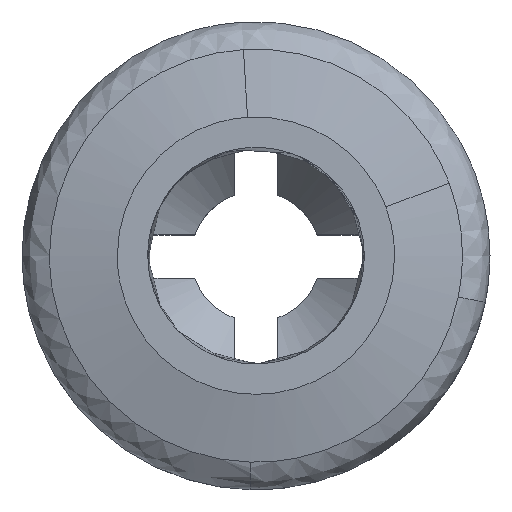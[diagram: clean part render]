
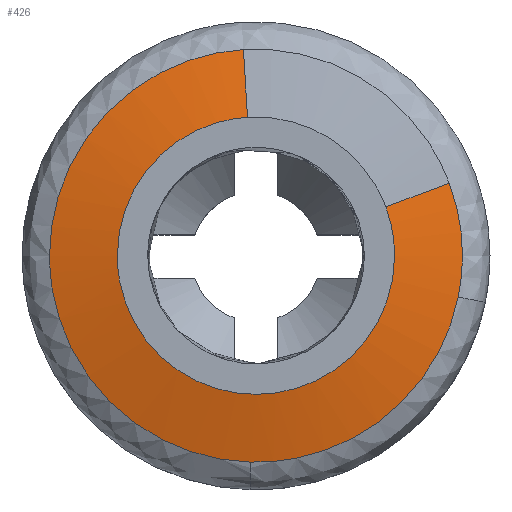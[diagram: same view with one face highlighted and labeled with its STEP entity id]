
A CAD part, top view. The second image highlights one B-rep face of the part: STEP entity #426.
In plain terms, the highlighted free-form (B-spline) face has degree [2, 1] with [9, 2] control points.
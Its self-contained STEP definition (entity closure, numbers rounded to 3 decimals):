
#260=CARTESIAN_POINT('',(2.959,1.111,0.009));
#261=CARTESIAN_POINT('',(3.126,0.667,0.009));
#262=CARTESIAN_POINT('',(3.155,0.193,0.009));
#263=CARTESIAN_POINT('',(3.348,-2.962,0.009));
#264=CARTESIAN_POINT('',(0.193,-3.155,0.009));
#265=CARTESIAN_POINT('',(-2.962,-3.348,0.009));
#266=CARTESIAN_POINT('',(-3.155,-0.193,0.009));
#267=CARTESIAN_POINT('',(-3.348,2.962,0.009));
#268=CARTESIAN_POINT('',(-0.193,3.155,0.009));
#269=CARTESIAN_POINT('',(4.498,1.69,-0.365));
#270=CARTESIAN_POINT('',(4.752,1.014,-0.365));
#271=CARTESIAN_POINT('',(4.796,0.293,-0.365));
#272=CARTESIAN_POINT('',(5.089,-4.503,-0.365));
#273=CARTESIAN_POINT('',(0.293,-4.796,-0.365));
#274=CARTESIAN_POINT('',(-4.503,-5.089,-0.365));
#275=CARTESIAN_POINT('',(-4.796,-0.293,-0.365));
#276=CARTESIAN_POINT('',(-5.089,4.503,-0.365));
#277=CARTESIAN_POINT('',(-0.293,4.796,-0.365));
#285=(BOUNDED_SURFACE()B_SPLINE_SURFACE(2,1,((#260,#269),(#261,#270),(#262,#271),(#263,#272),(#264,#273),(#265,#274),(#266,#275),(#267,#276),(#268,#277)),.UNSPECIFIED.,.F.,.F.,.U.)B_SPLINE_SURFACE_WITH_KNOTS((3,2,2,2,3),(2,2),(0.0,1.592,9.554,17.515,25.476),(0.0,1.0),.UNSPECIFIED.)GEOMETRIC_REPRESENTATION_ITEM()RATIONAL_B_SPLINE_SURFACE(((0.906,0.906),(0.941,0.941),(1.0,1.0),(0.707,0.707),(1.0,1.0),(0.707,0.707),(1.0,1.0),(0.707,0.707),(1.0,1.0)))REPRESENTATION_ITEM('')SURFACE());
#286=CARTESIAN_POINT('',(4.461,1.675,-0.356));
#287=VERTEX_POINT('',#286);
#288=CARTESIAN_POINT('',(4.765,0.0,-0.356));
#289=VERTEX_POINT('',#288);
#290=CARTESIAN_POINT('',(4.461,1.675,-0.356));
#291=CARTESIAN_POINT('',(4.765,0.865,-0.356));
#292=CARTESIAN_POINT('',(4.765,0.0,-0.356));
#300=(BOUNDED_CURVE()B_SPLINE_CURVE(2,(#290,#291,#292),.UNSPECIFIED.,.F.,.U.)B_SPLINE_CURVE_WITH_KNOTS((3,3),(0.44,0.5),.UNSPECIFIED.)CURVE()GEOMETRIC_REPRESENTATION_ITEM()RATIONAL_B_SPLINE_CURVE((0.893,0.93,1.0))REPRESENTATION_ITEM(''));
#301=EDGE_CURVE('',#287,#289,#300,.T.);
#302=ORIENTED_EDGE('',*,*,#301,.F.);
#303=CARTESIAN_POINT('',(2.996,1.125,0.));
#304=VERTEX_POINT('',#303);
#305=CARTESIAN_POINT('',(2.996,1.125,0.));
#306=CARTESIAN_POINT('',(4.461,1.675,-0.356));
#307=QUASI_UNIFORM_CURVE('',1,(#305,#306),.UNSPECIFIED.,.F.,.U.);
#308=EDGE_CURVE('',#304,#287,#307,.T.);
#309=ORIENTED_EDGE('',*,*,#308,.F.);
#310=CARTESIAN_POINT('',(3.2,0.0,0.0));
#311=VERTEX_POINT('',#310);
#312=CARTESIAN_POINT('',(2.996,1.125,0.));
#313=CARTESIAN_POINT('',(3.2,0.581,0.0));
#314=CARTESIAN_POINT('',(3.2,0.0,0.0));
#322=(BOUNDED_CURVE()B_SPLINE_CURVE(2,(#312,#313,#314),.UNSPECIFIED.,.F.,.U.)B_SPLINE_CURVE_WITH_KNOTS((3,3),(0.44,0.5),.UNSPECIFIED.)CURVE()GEOMETRIC_REPRESENTATION_ITEM()RATIONAL_B_SPLINE_CURVE((0.893,0.93,1.0))REPRESENTATION_ITEM(''));
#323=EDGE_CURVE('',#304,#311,#322,.T.);
#324=ORIENTED_EDGE('',*,*,#323,.T.);
#325=CARTESIAN_POINT('',(-3.2,0.0,0.0));
#326=VERTEX_POINT('',#325);
#327=CARTESIAN_POINT('',(3.2,0.0,0.0));
#328=CARTESIAN_POINT('',(3.2,-3.2,0.0));
#329=CARTESIAN_POINT('',(0.0,-3.2,0.0));
#330=CARTESIAN_POINT('',(-3.2,-3.2,0.0));
#331=CARTESIAN_POINT('',(-3.2,0.0,0.0));
#339=(BOUNDED_CURVE()B_SPLINE_CURVE(2,(#327,#328,#329,#330,#331),.UNSPECIFIED.,.F.,.U.)B_SPLINE_CURVE_WITH_KNOTS((3,2,3),(0.5,0.75,1.0),.UNSPECIFIED.)CURVE()GEOMETRIC_REPRESENTATION_ITEM()RATIONAL_B_SPLINE_CURVE((1.0,0.707,1.0,0.707,1.0))REPRESENTATION_ITEM(''));
#340=EDGE_CURVE('',#311,#326,#339,.T.);
#341=ORIENTED_EDGE('',*,*,#340,.T.);
#342=CARTESIAN_POINT('',(-0.195,3.194,0.));
#343=VERTEX_POINT('',#342);
#344=CARTESIAN_POINT('',(-3.2,0.0,0.0));
#345=CARTESIAN_POINT('',(-3.2,3.01,0.0));
#346=CARTESIAN_POINT('',(-0.195,3.194,0.));
#354=(BOUNDED_CURVE()B_SPLINE_CURVE(2,(#344,#345,#346),.UNSPECIFIED.,.F.,.U.)B_SPLINE_CURVE_WITH_KNOTS((3,3),(0.0,0.239),.UNSPECIFIED.)CURVE()GEOMETRIC_REPRESENTATION_ITEM()RATIONAL_B_SPLINE_CURVE((1.0,0.72,0.976))REPRESENTATION_ITEM(''));
#355=EDGE_CURVE('',#326,#343,#354,.T.);
#356=ORIENTED_EDGE('',*,*,#355,.T.);
#357=CARTESIAN_POINT('',(-0.291,4.756,-0.356));
#358=VERTEX_POINT('',#357);
#359=CARTESIAN_POINT('',(-0.195,3.194,0.));
#360=CARTESIAN_POINT('',(-0.291,4.756,-0.356));
#361=QUASI_UNIFORM_CURVE('',1,(#359,#360),.UNSPECIFIED.,.F.,.U.);
#362=EDGE_CURVE('',#343,#358,#361,.T.);
#363=ORIENTED_EDGE('',*,*,#362,.T.);
#364=CARTESIAN_POINT('',(-4.765,0.0,-0.356));
#365=VERTEX_POINT('',#364);
#366=CARTESIAN_POINT('',(-4.765,0.0,-0.356));
#367=CARTESIAN_POINT('',(-4.765,4.482,-0.356));
#368=CARTESIAN_POINT('',(-0.291,4.756,-0.356));
#376=(BOUNDED_CURVE()B_SPLINE_CURVE(2,(#366,#367,#368),.UNSPECIFIED.,.F.,.U.)B_SPLINE_CURVE_WITH_KNOTS((3,3),(0.0,0.239),.UNSPECIFIED.)CURVE()GEOMETRIC_REPRESENTATION_ITEM()RATIONAL_B_SPLINE_CURVE((1.0,0.72,0.976))REPRESENTATION_ITEM(''));
#377=EDGE_CURVE('',#365,#358,#376,.T.);
#378=ORIENTED_EDGE('',*,*,#377,.F.);
#379=CARTESIAN_POINT('',(-0.122,-4.763,-0.356));
#380=VERTEX_POINT('',#379);
#381=CARTESIAN_POINT('',(-0.122,-4.763,-0.356));
#382=CARTESIAN_POINT('',(-4.765,-4.644,-0.356));
#383=CARTESIAN_POINT('',(-4.765,0.0,-0.356));
#391=(BOUNDED_CURVE()B_SPLINE_CURVE(2,(#381,#382,#383),.UNSPECIFIED.,.F.,.U.)B_SPLINE_CURVE_WITH_KNOTS((3,3),(0.755,1.0),.UNSPECIFIED.)CURVE()GEOMETRIC_REPRESENTATION_ITEM()RATIONAL_B_SPLINE_CURVE((0.99,0.712,1.0))REPRESENTATION_ITEM(''));
#392=EDGE_CURVE('',#380,#365,#391,.T.);
#393=ORIENTED_EDGE('',*,*,#392,.F.);
#394=CARTESIAN_POINT('',(4.669,-0.952,-0.356));
#395=VERTEX_POINT('',#394);
#396=CARTESIAN_POINT('',(4.669,-0.952,-0.356));
#397=CARTESIAN_POINT('',(3.892,-4.765,-0.356));
#398=CARTESIAN_POINT('',(0.0,-4.765,-0.356));
#399=CARTESIAN_POINT('',(-0.061,-4.765,-0.356));
#400=CARTESIAN_POINT('',(-0.122,-4.763,-0.356));
#408=(BOUNDED_CURVE()B_SPLINE_CURVE(2,(#396,#397,#398,#399,#400),.UNSPECIFIED.,.F.,.U.)B_SPLINE_CURVE_WITH_KNOTS((3,2,3),(0.534,0.75,0.755),.UNSPECIFIED.)CURVE()GEOMETRIC_REPRESENTATION_ITEM()RATIONAL_B_SPLINE_CURVE((0.931,0.747,1.0,0.995,0.99))REPRESENTATION_ITEM(''));
#409=EDGE_CURVE('',#395,#380,#408,.T.);
#410=ORIENTED_EDGE('',*,*,#409,.F.);
#411=CARTESIAN_POINT('',(4.765,0.0,-0.356));
#412=CARTESIAN_POINT('',(4.765,-0.481,-0.356));
#413=CARTESIAN_POINT('',(4.669,-0.952,-0.356));
#421=(BOUNDED_CURVE()B_SPLINE_CURVE(2,(#411,#412,#413),.UNSPECIFIED.,.F.,.U.)B_SPLINE_CURVE_WITH_KNOTS((3,3),(0.5,0.534),.UNSPECIFIED.)CURVE()GEOMETRIC_REPRESENTATION_ITEM()RATIONAL_B_SPLINE_CURVE((1.0,0.96,0.931))REPRESENTATION_ITEM(''));
#422=EDGE_CURVE('',#289,#395,#421,.T.);
#423=ORIENTED_EDGE('',*,*,#422,.F.);
#424=EDGE_LOOP('',(#302,#309,#324,#341,#356,#363,#378,#393,#410,#423));
#425=FACE_OUTER_BOUND('',#424,.T.);
#426=ADVANCED_FACE('',(#425),#285,.T.);
